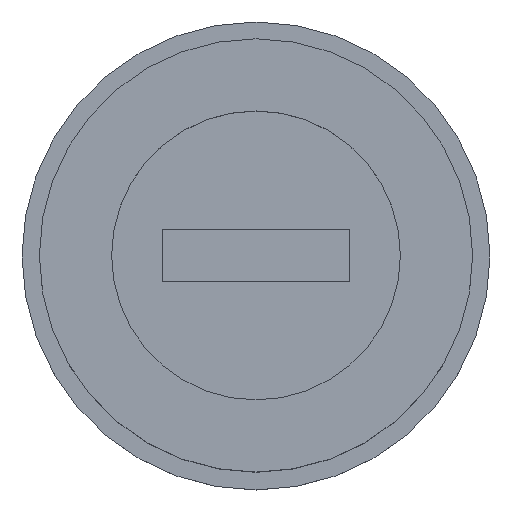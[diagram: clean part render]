
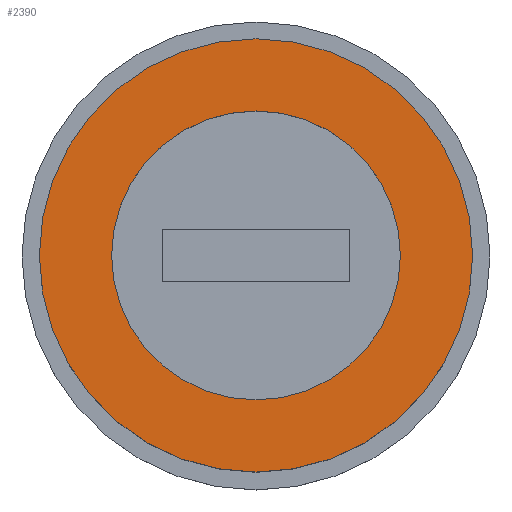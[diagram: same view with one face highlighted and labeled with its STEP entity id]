
A CAD part, top view. The second image highlights one B-rep face of the part: STEP entity #2390.
In plain terms, the highlighted planar face has unit normal (0, 0, 1).
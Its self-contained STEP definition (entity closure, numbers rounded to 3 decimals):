
#496 = ORIENTED_EDGE ( 'NONE', *, *, #2887, .T. ) ;
#498 = ORIENTED_EDGE ( 'NONE', *, *, #3917, .F. ) ;
#509 = ORIENTED_EDGE ( 'NONE', *, *, #3842, .T. ) ;
#523 = ORIENTED_EDGE ( 'NONE', *, *, #3840, .F. ) ;
#666 = AXIS2_PLACEMENT_3D ( 'NONE', #1101, #1102, #1103 ) ;
#735 = AXIS2_PLACEMENT_3D ( 'NONE', #1447, #1448, #1449 ) ;
#738 = AXIS2_PLACEMENT_3D ( 'NONE', #1457, #1458, #1459 ) ;
#739 = DIRECTION ( 'NONE',  ( 0., 0., -1. ) ) ;
#742 = CARTESIAN_POINT ( 'NONE',  ( 7.8, 7.8, 4. ) ) ;
#746 = PLANE ( 'NONE',  #3026 ) ;
#749 = DIRECTION ( 'NONE',  ( 0., -1., 0. ) ) ;
#774 = AXIS2_PLACEMENT_3D ( 'NONE', #1624, #1625, #1626 ) ;
#1101 = CARTESIAN_POINT ( 'NONE',  ( 0., 0., 4. ) ) ;
#1102 = DIRECTION ( 'NONE',  ( 0., 0., 1. ) ) ;
#1103 = DIRECTION ( 'NONE',  ( -1., 0., 0. ) ) ;
#1447 = CARTESIAN_POINT ( 'NONE',  ( 0., 0., 4. ) ) ;
#1448 = DIRECTION ( 'NONE',  ( 0., 0., 1. ) ) ;
#1449 = DIRECTION ( 'NONE',  ( -1., 0., 0. ) ) ;
#1457 = CARTESIAN_POINT ( 'NONE',  ( 0., 0., 4. ) ) ;
#1458 = DIRECTION ( 'NONE',  ( 0., 0., 1. ) ) ;
#1459 = DIRECTION ( 'NONE',  ( -1., 0., 0. ) ) ;
#1624 = CARTESIAN_POINT ( 'NONE',  ( 0., 0., 4. ) ) ;
#1625 = DIRECTION ( 'NONE',  ( 0., 0., 1. ) ) ;
#1626 = DIRECTION ( 'NONE',  ( -1., 0., 0. ) ) ;
#1654 = VERTEX_POINT ( 'NONE', #2832 ) ;
#1669 = VERTEX_POINT ( 'NONE', #2767 ) ;
#1682 = VERTEX_POINT ( 'NONE', #2790 ) ;
#1686 = VERTEX_POINT ( 'NONE', #2736 ) ;
#1808 = CIRCLE ( 'NONE', #774, 5. ) ;
#2390 = ADVANCED_FACE ( 'NONE', ( #3320, #3325 ), #746, .F. ) ;
#2736 = CARTESIAN_POINT ( 'NONE',  ( -7.5, 0., 4. ) ) ;
#2767 = CARTESIAN_POINT ( 'NONE',  ( 5., 0., 4. ) ) ;
#2790 = CARTESIAN_POINT ( 'NONE',  ( 7.5, 0., 4. ) ) ;
#2832 = CARTESIAN_POINT ( 'NONE',  ( -5., 0., 4. ) ) ;
#2887 = EDGE_CURVE ( 'NONE', #1682, #1686, #3552, .T. ) ;
#3026 = AXIS2_PLACEMENT_3D ( 'NONE', #742, #739, #749 ) ;
#3320 = FACE_BOUND ( 'NONE', #4028, .T. ) ;
#3325 = FACE_OUTER_BOUND ( 'NONE', #4024, .T. ) ;
#3552 = CIRCLE ( 'NONE', #666, 7.5 ) ;
#3701 = CIRCLE ( 'NONE', #735, 5. ) ;
#3704 = CIRCLE ( 'NONE', #738, 7.5 ) ;
#3840 = EDGE_CURVE ( 'NONE', #1669, #1654, #3701, .T. ) ;
#3842 = EDGE_CURVE ( 'NONE', #1686, #1682, #3704, .T. ) ;
#3917 = EDGE_CURVE ( 'NONE', #1654, #1669, #1808, .T. ) ;
#4024 = EDGE_LOOP ( 'NONE', ( #509, #496 ) ) ;
#4028 = EDGE_LOOP ( 'NONE', ( #498, #523 ) ) ;
